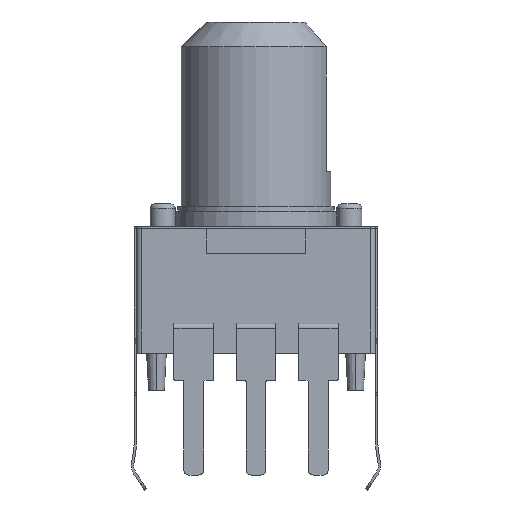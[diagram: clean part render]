
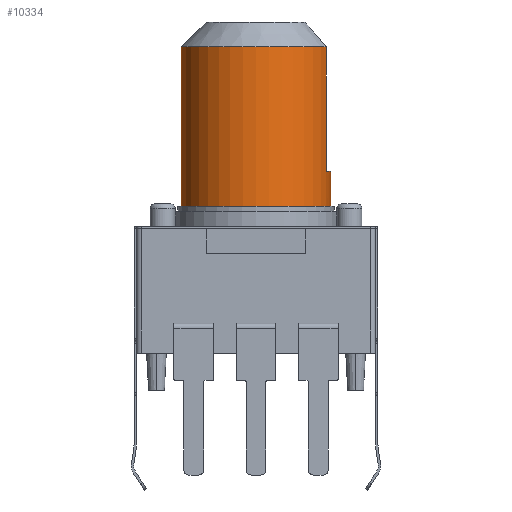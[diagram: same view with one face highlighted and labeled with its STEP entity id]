
A CAD part, front view. The second image highlights one B-rep face of the part: STEP entity #10334.
In plain terms, the highlighted cylindrical face has radius 3 mm (diameter 6 mm), a partial arc.
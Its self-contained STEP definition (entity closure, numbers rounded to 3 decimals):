
#178 = ORIENTED_EDGE ( 'NONE', *, *, #12043, .T. ) ;
#251 = CYLINDRICAL_SURFACE ( 'NONE', #4188, 3. ) ;
#492 = DIRECTION ( 'NONE',  ( 0., 0., -1. ) ) ;
#880 = CARTESIAN_POINT ( 'NONE',  ( 0., 0.512, 19. ) ) ;
#1004 = VERTEX_POINT ( 'NONE', #24011 ) ;
#1368 = LINE ( 'NONE', #9044, #12908 ) ;
#1590 = CARTESIAN_POINT ( 'NONE',  ( 2.819, -0.514, 21.3 ) ) ;
#2510 = VERTEX_POINT ( 'NONE', #11993 ) ;
#2620 = AXIS2_PLACEMENT_3D ( 'NONE', #11407, #22671, #15155 ) ;
#2910 = VERTEX_POINT ( 'NONE', #20573 ) ;
#3110 = ORIENTED_EDGE ( 'NONE', *, *, #4027, .F. ) ;
#3418 = DIRECTION ( 'NONE',  ( 0., 0., 1. ) ) ;
#3581 = EDGE_CURVE ( 'NONE', #9368, #2910, #11809, .T. ) ;
#3954 = CARTESIAN_POINT ( 'NONE',  ( 3., 0.512, 21.3 ) ) ;
#4027 = EDGE_CURVE ( 'NONE', #18547, #9368, #18247, .T. ) ;
#4188 = AXIS2_PLACEMENT_3D ( 'NONE', #11850, #492, #13709 ) ;
#5661 = EDGE_CURVE ( 'NONE', #18547, #8797, #1368, .T. ) ;
#6091 = AXIS2_PLACEMENT_3D ( 'NONE', #12632, #20512, #6862 ) ;
#6384 = EDGE_LOOP ( 'NONE', ( #11130, #3110, #8626, #6915, #178, #7928 ) ) ;
#6862 = DIRECTION ( 'NONE',  ( 1., 0., 0. ) ) ;
#6915 = ORIENTED_EDGE ( 'NONE', *, *, #9247, .T. ) ;
#7295 = DIRECTION ( 'NONE',  ( 0., 0., -1. ) ) ;
#7928 = ORIENTED_EDGE ( 'NONE', *, *, #17205, .T. ) ;
#8031 = CARTESIAN_POINT ( 'NONE',  ( 3., 0.512, 27.3 ) ) ;
#8611 = VECTOR ( 'NONE', #15672, 1000. ) ;
#8626 = ORIENTED_EDGE ( 'NONE', *, *, #5661, .T. ) ;
#8797 = VERTEX_POINT ( 'NONE', #9852 ) ;
#8917 = CIRCLE ( 'NONE', #6091, 3. ) ;
#9044 = CARTESIAN_POINT ( 'NONE',  ( 2.819, -0.514, 21.3 ) ) ;
#9247 = EDGE_CURVE ( 'NONE', #8797, #1004, #8917, .T. ) ;
#9368 = VERTEX_POINT ( 'NONE', #3954 ) ;
#9852 = CARTESIAN_POINT ( 'NONE',  ( 2.819, -0.514, 26.3 ) ) ;
#10334 = ADVANCED_FACE ( 'NONE', ( #17473 ), #251, .T. ) ;
#11130 = ORIENTED_EDGE ( 'NONE', *, *, #3581, .F. ) ;
#11407 = CARTESIAN_POINT ( 'NONE',  ( 0., 0.512, 21.3 ) ) ;
#11809 = LINE ( 'NONE', #8031, #8611 ) ;
#11850 = CARTESIAN_POINT ( 'NONE',  ( 0., 0.512, 27.3 ) ) ;
#11993 = CARTESIAN_POINT ( 'NONE',  ( -3., 0.512, 19. ) ) ;
#12043 = EDGE_CURVE ( 'NONE', #1004, #2510, #17067, .T. ) ;
#12632 = CARTESIAN_POINT ( 'NONE',  ( 0., 0.512, 26.3 ) ) ;
#12908 = VECTOR ( 'NONE', #18690, 1000. ) ;
#13204 = VECTOR ( 'NONE', #7295, 1000. ) ;
#13709 = DIRECTION ( 'NONE',  ( -1., 0., 0. ) ) ;
#15155 = DIRECTION ( 'NONE',  ( 0., -1., 0. ) ) ;
#15206 = DIRECTION ( 'NONE',  ( 1., 0., 0. ) ) ;
#15672 = DIRECTION ( 'NONE',  ( 0., 0., -1. ) ) ;
#15717 = AXIS2_PLACEMENT_3D ( 'NONE', #880, #3418, #15206 ) ;
#17067 = LINE ( 'NONE', #22701, #13204 ) ;
#17205 = EDGE_CURVE ( 'NONE', #2510, #2910, #22519, .T. ) ;
#17473 = FACE_OUTER_BOUND ( 'NONE', #6384, .T. ) ;
#18247 = CIRCLE ( 'NONE', #2620, 3. ) ;
#18547 = VERTEX_POINT ( 'NONE', #1590 ) ;
#18690 = DIRECTION ( 'NONE',  ( 0., 0., 1. ) ) ;
#20512 = DIRECTION ( 'NONE',  ( 0., 0., -1. ) ) ;
#20573 = CARTESIAN_POINT ( 'NONE',  ( 3., 0.512, 19. ) ) ;
#22519 = CIRCLE ( 'NONE', #15717, 3. ) ;
#22671 = DIRECTION ( 'NONE',  ( 0., 0., 1. ) ) ;
#22701 = CARTESIAN_POINT ( 'NONE',  ( -3., 0.512, 27.3 ) ) ;
#24011 = CARTESIAN_POINT ( 'NONE',  ( -3., 0.512, 26.3 ) ) ;
